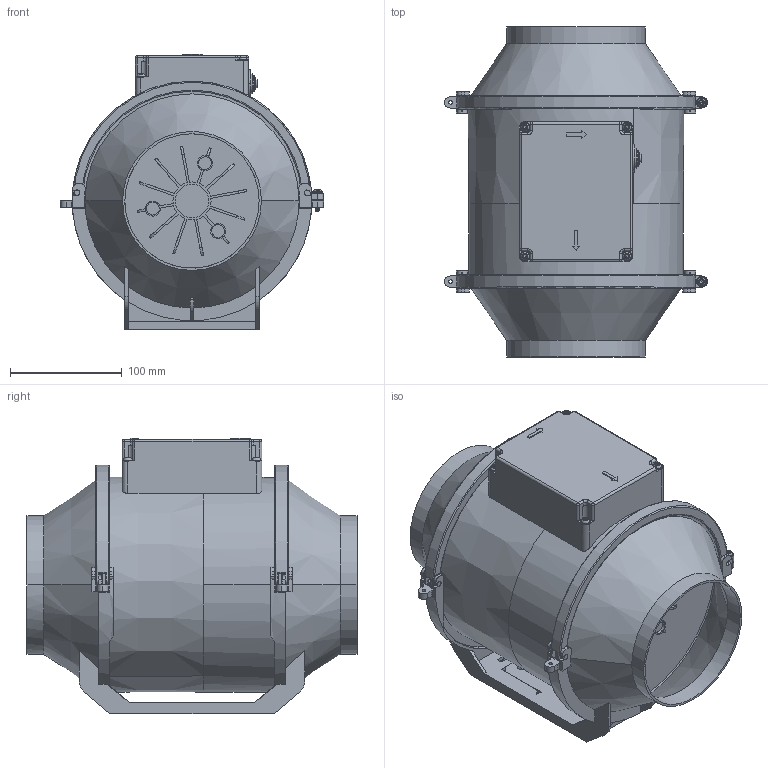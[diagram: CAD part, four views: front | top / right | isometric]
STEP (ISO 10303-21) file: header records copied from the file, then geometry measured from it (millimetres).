
FILE_DESCRIPTION(('Creo Elements/Direct Modeling STEP Export'),'2;1');
FILE_NAME('HDR12.stp','2019-07-03T 9:42:33',(''),(''),'PTC Creo Elements/Direct Modeling STEP processor for AP214 (Solid Model)','PTC Creo Elements/Direct Modeling 19.0C 15-Aug-2015 (C) Parametric Technology GmbH','');
FILE_SCHEMA(('AUTOMOTIVE_DESIGN { 1 0 10303 214 1 1 1 1 }'));
Length unit declared in the file: millimetre
Products named in the file (4): 0059.2036.0000_Gehäuse.1; 0159.0166.0000_PT_Schraube_40x16_WN_5451.1.1.1.1.1.1.1.1; Schrauben.1; HDR12
Assembly tree (8 placements, depth 3):
  HDR12
    Schrauben.1
      0159.0166.0000_PT_Schraube_40x16_WN_5451.1.1.1.1.1.1.1.1  x6
    0059.2036.0000_Gehäuse.1
Bounding box: 235 x 294.85 x 246 mm (x, y, z)
Volume: 5562737.5 mm3; surface area: 516762.5 mm2
Topology: 7 solids, 7 shells, 1999 faces, 5536 edges, 3546 vertices
Faces by surface type: plane 813, cylinder 676, bspline 150, extrusion 144, torus 108, cone 50, sphere 46, revolution 12
Entity records: 53741 total; most frequent: CARTESIAN_POINT 23059, ORIENTED_EDGE 6878, DIRECTION 5854, EDGE_CURVE 3439, VERTEX_POINT 2216, VECTOR 2020, LINE 1996, AXIS2_PLACEMENT_3D 1915
